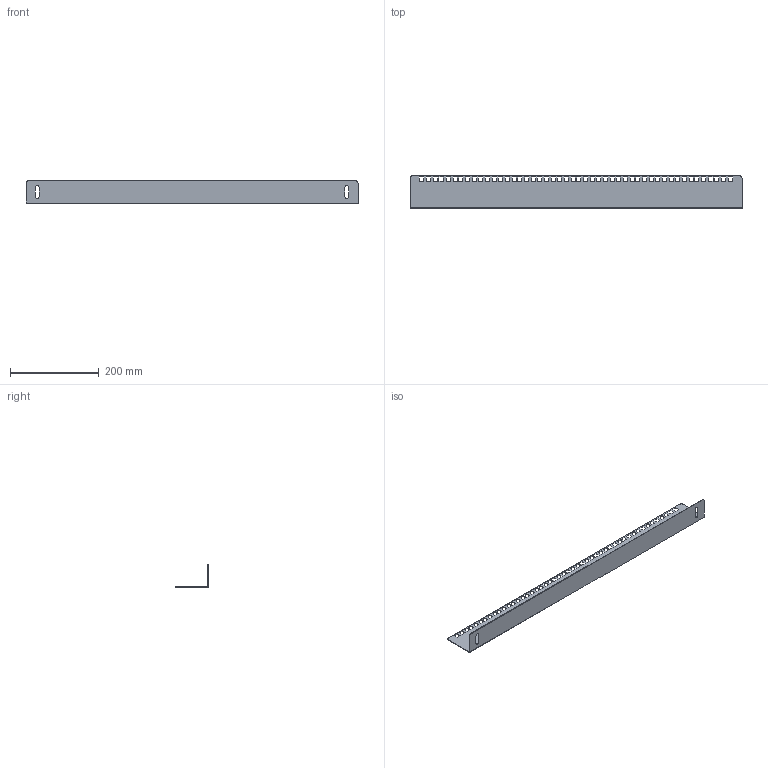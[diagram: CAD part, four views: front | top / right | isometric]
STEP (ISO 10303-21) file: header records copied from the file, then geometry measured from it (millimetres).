
FILE_DESCRIPTION (( 'STEP AP203' ), '1' );
FILE_NAME ('TI-00D-STV-080 TITAN Ñòîéêà âåðò. 19'''' 16U 800 (2øò. êîìïë) IEK.STEP', '2024-09-11T07:36:41', ( '' ), ( '' ), 'SwSTEP 2.0', 'SolidWorks 2022', '' );
FILE_SCHEMA (( 'CONFIG_CONTROL_DESIGN' ));
Length unit declared in the file: millimetre
Products named in the file (1): TI-00D-STV-080 TITAN Стойка верт. 19'''' 16U 800 (2шт. компл) IEK
Bounding box: 750 x 73 x 50 mm (x, y, z)
Volume: 129426.5 mm3; surface area: 178111.1 mm2
Topology: 1 solids, 1 shells, 212 faces, 630 edges, 420 vertices
Faces by surface type: plane 204, cylinder 8
Entity records: 7247 total; most frequent: CARTESIAN_POINT 1263, ORIENTED_EDGE 1260, DIRECTION 1072, EDGE_CURVE 630, VECTOR 614, LINE 614, VERTEX_POINT 420, EDGE_LOOP 312
